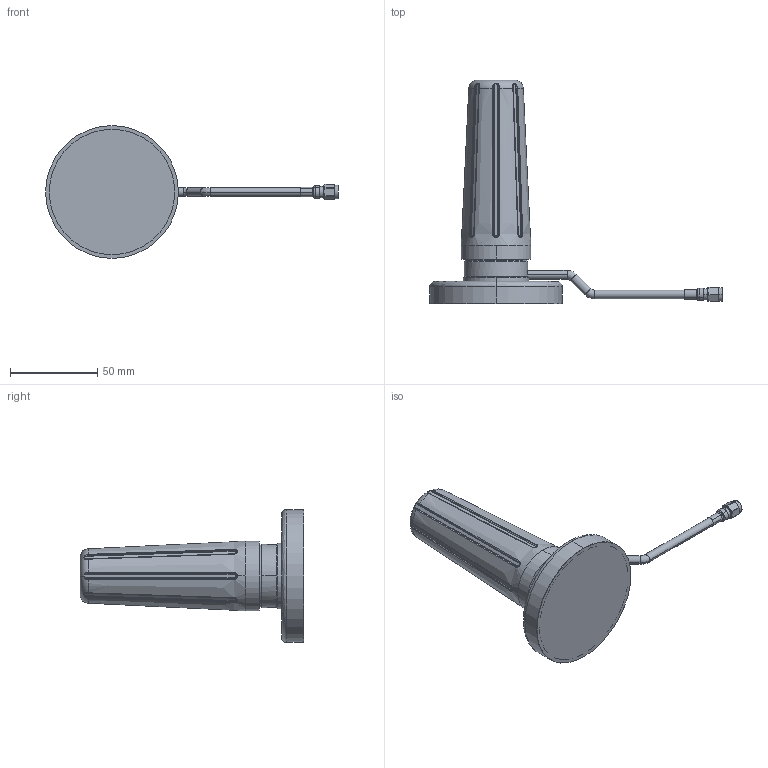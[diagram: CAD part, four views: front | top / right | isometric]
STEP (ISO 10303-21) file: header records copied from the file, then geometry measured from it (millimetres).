
FILE_DESCRIPTION (( 'STEP AP214' ), '1' );
FILE_NAME ('FMANMOB1001-SM_3D.step', '2023-03-15T17:12:38', ( '' ), ( '' ), 'SwSTEP 2.0', 'SolidWorks 2022', '' );
FILE_SCHEMA (( 'AUTOMOTIVE_DESIGN' ));
Length unit declared in the file: inch
Products named in the file (6): FMANOM1055; Copy of SMA M 230124^FMMA1-SMA10; FMANMOB1001-SM_3D; Copy of NMO Base w Cable^FMMA1-SMA10; Copy of HeatShrink-195_230124^FMMA1-SMA10; FMMA1-SMA10
Assembly tree (5 placements, depth 3):
  FMANMOB1001-SM_3D
    FMMA1-SMA10
      Copy of NMO Base w Cable^FMMA1-SMA10
      Copy of HeatShrink-195_230124^FMMA1-SMA10
      Copy of SMA M 230124^FMMA1-SMA10
    FMANOM1055
Bounding box: 167.53 x 127.95 x 76 mm (x, y, z)
Volume: 95134.3 mm3; surface area: 74371.3 mm2
Topology: 14 solids, 14 shells, 460 faces, 1074 edges, 667 vertices
Faces by surface type: cylinder 191, plane 108, bspline 82, cone 55, torus 24
Entity records: 25523 total; most frequent: CARTESIAN_POINT 13570, ORIENTED_EDGE 2140, DIRECTION 1951, EDGE_CURVE 1070, AXIS2_PLACEMENT_3D 821, VERTEX_POINT 667, EDGE_LOOP 513, ADVANCED_FACE 460
